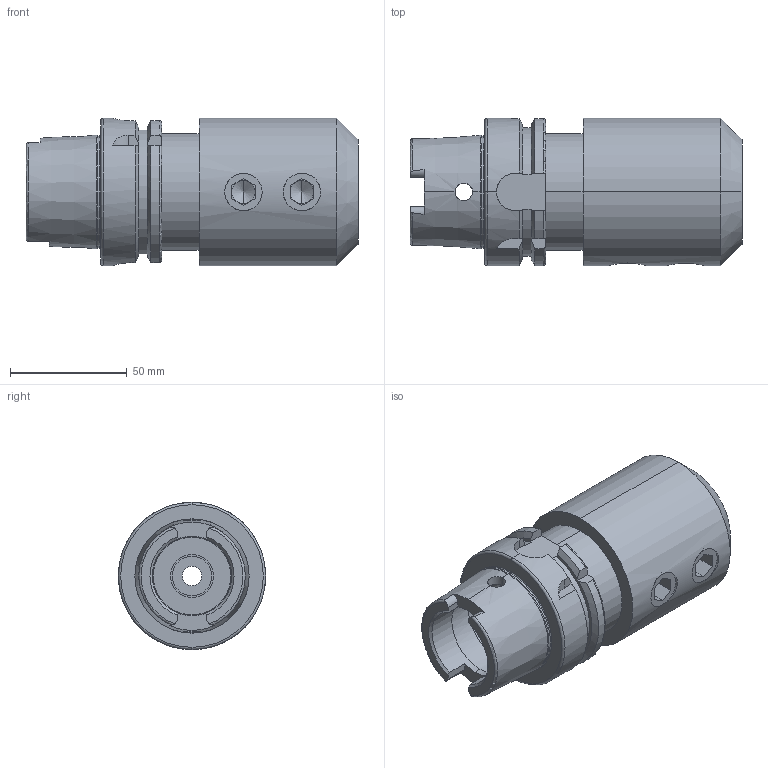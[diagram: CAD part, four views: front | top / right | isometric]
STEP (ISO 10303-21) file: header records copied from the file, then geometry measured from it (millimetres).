
FILE_DESCRIPTION (( 'STEP AP203' ), '1' );
FILE_NAME ('S.A63.0225.110K.STEP', '2018-07-13T22:03:41', ( '' ), ( '' ), 'SwSTEP 2.0', 'SolidWorks 2013', '' );
FILE_SCHEMA (( 'CONFIG_CONTROL_DESIGN' ));
Length unit declared in the file: millimetre
Products named in the file (1): S.A63.0225.110K
Bounding box: 142 x 63 x 63 mm (x, y, z)
Volume: 284631 mm3; surface area: 50217.5 mm2
Topology: 3 solids, 3 shells, 194 faces, 504 edges, 315 vertices
Faces by surface type: plane 77, cylinder 72, cone 32, torus 13
Entity records: 6758 total; most frequent: CARTESIAN_POINT 1913, DIRECTION 1021, ORIENTED_EDGE 992, EDGE_CURVE 496, AXIS2_PLACEMENT_3D 391, VERTEX_POINT 315, VECTOR 239, LINE 239
